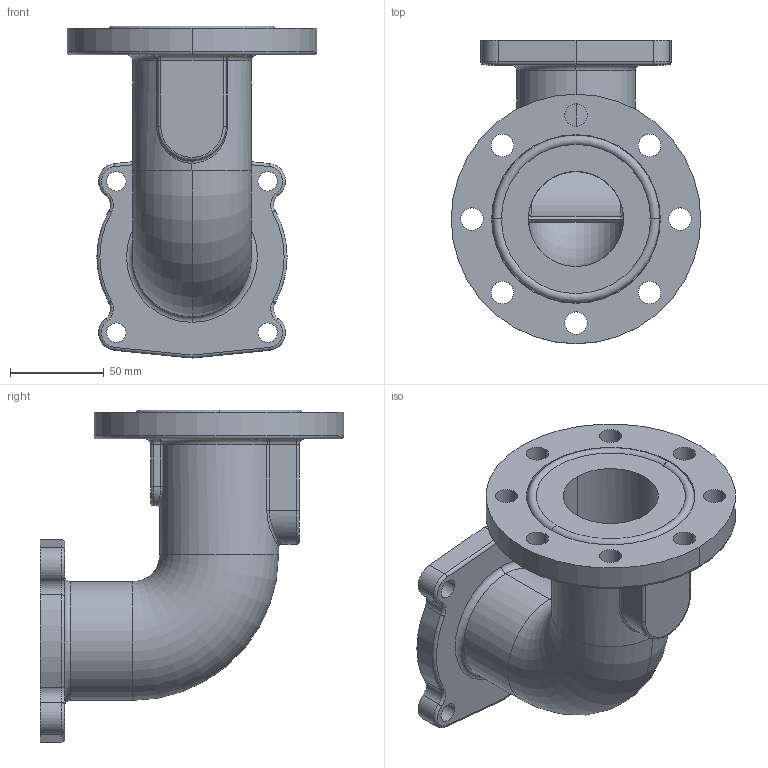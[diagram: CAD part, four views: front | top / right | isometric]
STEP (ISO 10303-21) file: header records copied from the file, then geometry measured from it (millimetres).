
FILE_DESCRIPTION((''),'2;1');
FILE_NAME('117661_ASM','2012-01-25T',('sobri'),(''),'PRO/ENGINEER BY PARAMETRIC TECHNOLOGY CORPORATION, 2011180','PRO/ENGINEER BY PARAMETRIC TECHNOLOGY CORPORATION, 2011180','');
FILE_SCHEMA(('CONFIG_CONTROL_DESIGN'));
Length unit declared in the file: inch
Products named in the file (3): D31139; 757364; 117661_ASM
Assembly tree (2 placements, depth 2):
  117661_ASM
    D31139
    757364
Bounding box: 133.35 x 162.33 x 177.36 mm (x, y, z)
Volume: 493582.6 mm3; surface area: 133214 mm2
Topology: 2 solids, 2 shells, 152 faces, 368 edges, 220 vertices
Faces by surface type: cylinder 78, torus 34, plane 24, bspline 16
Entity records: 5208 total; most frequent: CARTESIAN_POINT 1538, DIRECTION 786, ORIENTED_EDGE 736, EDGE_CURVE 368, AXIS2_PLACEMENT_3D 332, VERTEX_POINT 220, CIRCLE 191, EDGE_LOOP 182
